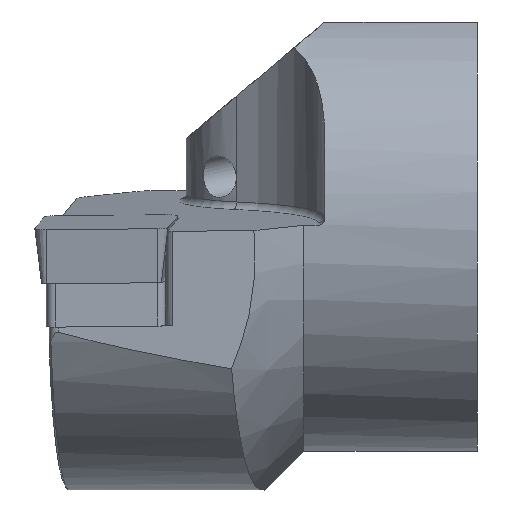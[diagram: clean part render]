
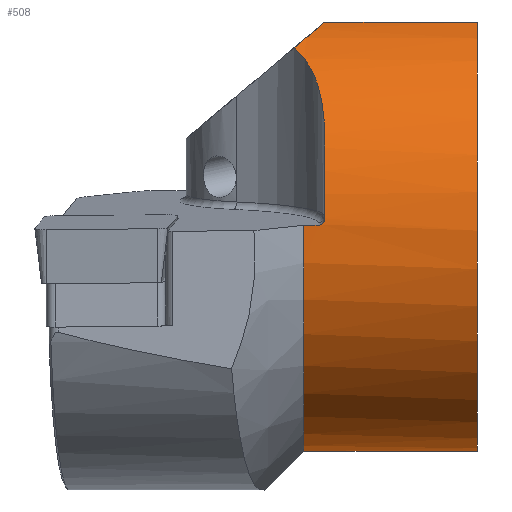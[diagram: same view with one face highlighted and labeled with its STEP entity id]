
A CAD part, front view. The second image highlights one B-rep face of the part: STEP entity #508.
In plain terms, the highlighted cylindrical face has radius 16 mm (diameter 32 mm), a partial arc.
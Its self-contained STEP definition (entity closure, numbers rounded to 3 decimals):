
#87=ELLIPSE('',#1409,24.892,16.);
#88=ELLIPSE('',#1412,24.892,16.);
#98=B_SPLINE_CURVE_WITH_KNOTS('',3,(#1928,#1929,#1930,#1931,#1932,#1933),
 .UNSPECIFIED.,.F.,.F.,(4,2,4),(0.,0.5,1.),.UNSPECIFIED.);
#99=B_SPLINE_CURVE_WITH_KNOTS('',3,(#1937,#1938,#1939,#1940,#1941,#1942,
#1943,#1944,#1945,#1946,#1947,#1948,#1949,#1950,#1951,#1952),
 .UNSPECIFIED.,.F.,.F.,(4,3,3,3,3,4),(0.,0.218,0.436,
0.652,0.866,1.),.UNSPECIFIED.);
#100=B_SPLINE_CURVE_WITH_KNOTS('',3,(#1958,#1959,#1960,#1961,#1962,#1963,
#1964,#1965,#1966,#1967),.UNSPECIFIED.,.F.,.F.,(4,2,2,2,4),(0.,0.25,0.5,
0.75,1.),.UNSPECIFIED.);
#121=CYLINDRICAL_SURFACE('',#1413,16.);
#462=CIRCLE('',#1407,16.);
#463=CIRCLE('',#1410,16.);
#464=CIRCLE('',#1411,16.);
#508=ADVANCED_FACE('',(#593),#121,.T.);
#593=FACE_OUTER_BOUND('',#647,.T.);
#647=EDGE_LOOP('',(#812,#813,#814,#815,#816,#817,#818,#819,#820,#821,#822));
#812=ORIENTED_EDGE('',*,*,#1145,.T.);
#813=ORIENTED_EDGE('',*,*,#1146,.T.);
#814=ORIENTED_EDGE('',*,*,#1147,.T.);
#815=ORIENTED_EDGE('',*,*,#1148,.T.);
#816=ORIENTED_EDGE('',*,*,#1149,.T.);
#817=ORIENTED_EDGE('',*,*,#1150,.T.);
#818=ORIENTED_EDGE('',*,*,#1151,.T.);
#819=ORIENTED_EDGE('',*,*,#1152,.T.);
#820=ORIENTED_EDGE('',*,*,#1153,.T.);
#821=ORIENTED_EDGE('',*,*,#1154,.T.);
#822=ORIENTED_EDGE('',*,*,#1143,.F.);
#1026=VERTEX_POINT('',#1920);
#1027=VERTEX_POINT('',#1921);
#1028=VERTEX_POINT('',#1925);
#1029=VERTEX_POINT('',#1927);
#1030=VERTEX_POINT('',#1934);
#1031=VERTEX_POINT('',#1936);
#1032=VERTEX_POINT('',#1953);
#1033=VERTEX_POINT('',#1955);
#1034=VERTEX_POINT('',#1957);
#1035=VERTEX_POINT('',#1968);
#1036=VERTEX_POINT('',#1970);
#1143=EDGE_CURVE('',#1026,#1027,#462,.T.);
#1145=EDGE_CURVE('',#1026,#1028,#1265,.T.);
#1146=EDGE_CURVE('',#1028,#1029,#87,.T.);
#1147=EDGE_CURVE('',#1029,#1030,#98,.T.);
#1148=EDGE_CURVE('',#1030,#1031,#463,.T.);
#1149=EDGE_CURVE('',#1031,#1032,#99,.T.);
#1150=EDGE_CURVE('',#1032,#1033,#1266,.T.);
#1151=EDGE_CURVE('',#1033,#1034,#464,.T.);
#1152=EDGE_CURVE('',#1034,#1035,#100,.T.);
#1153=EDGE_CURVE('',#1035,#1036,#88,.T.);
#1154=EDGE_CURVE('',#1036,#1027,#1267,.T.);
#1265=LINE('',#1924,#1340);
#1266=LINE('',#1954,#1341);
#1267=LINE('',#1971,#1342);
#1340=VECTOR('',#1618,1.);
#1341=VECTOR('',#1623,1.);
#1342=VECTOR('',#1628,1.);
#1407=AXIS2_PLACEMENT_3D('',#1919,#1613,#1614);
#1409=AXIS2_PLACEMENT_3D('',#1926,#1619,#1620);
#1410=AXIS2_PLACEMENT_3D('',#1935,#1621,#1622);
#1411=AXIS2_PLACEMENT_3D('',#1956,#1624,#1625);
#1412=AXIS2_PLACEMENT_3D('',#1969,#1626,#1627);
#1413=AXIS2_PLACEMENT_3D('',#1972,#1629,#1630);
#1613=DIRECTION('',(1.,0.,0.));
#1614=DIRECTION('',(0.,0.,1.));
#1618=DIRECTION('',(-1.,0.,0.));
#1619=DIRECTION('',(0.643,0.,-0.766));
#1620=DIRECTION('',(-0.766,0.,-0.643));
#1621=DIRECTION('',(1.,0.,0.));
#1622=DIRECTION('',(0.,0.,-1.));
#1623=DIRECTION('',(-1.,0.,0.));
#1624=DIRECTION('',(1.,0.,0.));
#1625=DIRECTION('',(0.,0.,1.));
#1626=DIRECTION('',(0.643,0.,-0.766));
#1627=DIRECTION('',(-0.766,0.,-0.643));
#1628=DIRECTION('',(1.,0.,0.));
#1629=DIRECTION('',(-1.,0.,0.));
#1630=DIRECTION('',(0.,0.,1.));
#1919=CARTESIAN_POINT('',(32.,0.,0.));
#1920=CARTESIAN_POINT('',(32.,-5.568,15.));
#1921=CARTESIAN_POINT('',(32.,5.568,15.));
#1924=CARTESIAN_POINT('',(0.,-5.568,15.));
#1925=CARTESIAN_POINT('',(21.016,-5.568,15.));
#1926=CARTESIAN_POINT('',(3.14,0.,0.));
#1927=CARTESIAN_POINT('',(18.794,-9.136,13.135));
#1928=CARTESIAN_POINT('',(18.794,-9.136,13.135));
#1929=CARTESIAN_POINT('',(19.712,-10.238,12.369));
#1930=CARTESIAN_POINT('',(20.293,-11.412,11.329));
#1931=CARTESIAN_POINT('',(20.939,-13.433,8.839));
#1932=CARTESIAN_POINT('',(21.016,-14.266,7.429));
#1933=CARTESIAN_POINT('',(21.016,-14.871,5.903));
#1934=CARTESIAN_POINT('',(21.016,-14.871,5.903));
#1935=CARTESIAN_POINT('',(21.016,0.,0.));
#1936=CARTESIAN_POINT('',(21.016,-15.978,0.834));
#1937=CARTESIAN_POINT('',(21.016,-15.978,0.834));
#1938=CARTESIAN_POINT('',(21.016,-15.981,0.777));
#1939=CARTESIAN_POINT('',(21.006,-15.984,0.719));
#1940=CARTESIAN_POINT('',(20.988,-15.986,0.666));
#1941=CARTESIAN_POINT('',(20.969,-15.988,0.612));
#1942=CARTESIAN_POINT('',(20.94,-15.99,0.561));
#1943=CARTESIAN_POINT('',(20.905,-15.992,0.516));
#1944=CARTESIAN_POINT('',(20.869,-15.993,0.472));
#1945=CARTESIAN_POINT('',(20.826,-15.994,0.433));
#1946=CARTESIAN_POINT('',(20.778,-15.995,0.404));
#1947=CARTESIAN_POINT('',(20.73,-15.996,0.374));
#1948=CARTESIAN_POINT('',(20.676,-15.996,0.353));
#1949=CARTESIAN_POINT('',(20.622,-15.996,0.341));
#1950=CARTESIAN_POINT('',(20.587,-15.997,0.333));
#1951=CARTESIAN_POINT('',(20.552,-15.997,0.329));
#1952=CARTESIAN_POINT('',(20.516,-15.997,0.329));
#1953=CARTESIAN_POINT('',(20.516,-15.997,0.329));
#1954=CARTESIAN_POINT('',(0.,-15.997,0.329));
#1955=CARTESIAN_POINT('',(19.5,-15.997,0.329));
#1956=CARTESIAN_POINT('',(19.5,0.,0.));
#1957=CARTESIAN_POINT('',(19.5,11.378,-11.249));
#1958=CARTESIAN_POINT('',(19.5,11.378,-11.249));
#1959=CARTESIAN_POINT('',(21.202,12.691,-9.921));
#1960=CARTESIAN_POINT('',(21.9,14.181,-7.811));
#1961=CARTESIAN_POINT('',(22.495,15.877,-3.168));
#1962=CARTESIAN_POINT('',(22.479,16.181,-0.62));
#1963=CARTESIAN_POINT('',(22.475,15.602,4.336));
#1964=CARTESIAN_POINT('',(22.486,14.719,6.741));
#1965=CARTESIAN_POINT('',(21.815,12.005,10.862));
#1966=CARTESIAN_POINT('',(21.027,10.071,12.56));
#1967=CARTESIAN_POINT('',(19.245,8.566,13.514));
#1968=CARTESIAN_POINT('',(19.245,8.566,13.514));
#1969=CARTESIAN_POINT('',(3.14,0.,0.));
#1970=CARTESIAN_POINT('',(21.016,5.568,15.));
#1971=CARTESIAN_POINT('',(0.,5.568,15.));
#1972=CARTESIAN_POINT('',(0.,0.,0.));
